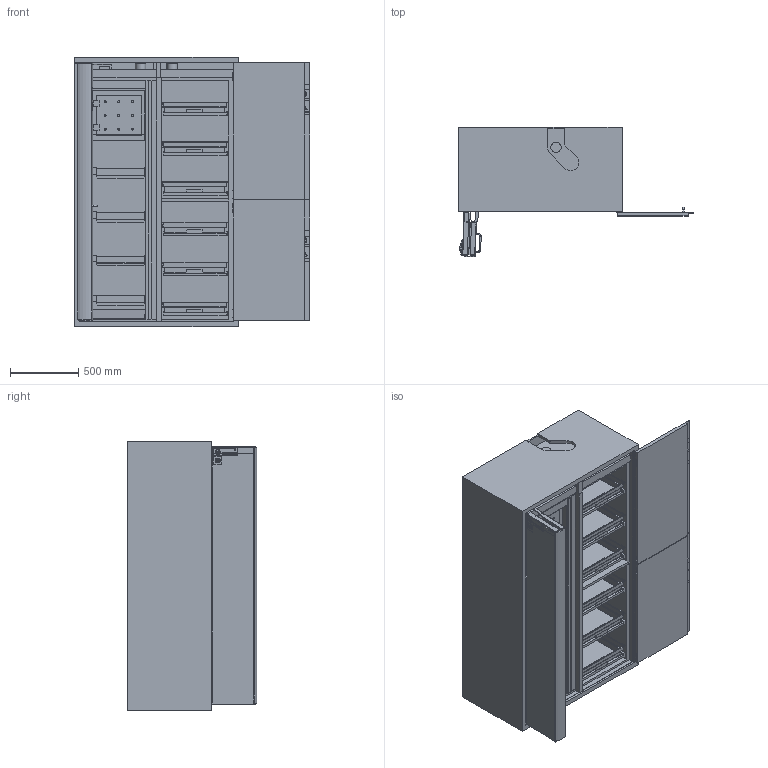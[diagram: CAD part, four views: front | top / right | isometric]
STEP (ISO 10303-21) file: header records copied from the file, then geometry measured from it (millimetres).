
FILE_DESCRIPTION(/* description */ (''),/* implementation_level */ '2;1');
FILE_NAME(/* name */ 'K90.196.120.MC.FWAC_30336-001-30756_OD.stp',/* time_stamp */ '2017-03-24T08:57:45+01:00',/* author */ ('pproduktmanagement'),/* organization */ (''),/* preprocessor_version */ 'ST-DEVELOPER v16.5',/* originating_system */ 'Autodesk Inventor 2017',/* authorisation */ '');
FILE_SCHEMA (('AUTOMOTIVE_DESIGN { 1 0 10303 214 3 1 1 }'));
Products named in the file (2): K90.196.120.MC.FWAC_30754_30756; K90.196.120.MC.FWAC_30336-001-30756_OD
Assembly tree (1 placements, depth 2):
  K90.196.120.MC.FWAC_30754_30756
    K90.196.120.MC.FWAC_30336-001-30756_OD
Bounding box: 1717.75 x 945.68 x 1968 mm (x, y, z)
Volume: 630874155 mm3; surface area: 34719567.3 mm2
Topology: 46 solids, 56 shells, 2245 faces, 5760 edges, 3735 vertices
Faces by surface type: plane 1561, bspline 390, cylinder 267, cone 21, torus 6
Full cylindrical faces by diameter (mm): 3.242 x1, 4 x1, 4.2 x1, 5 x6, 6 x4, 8.1 x2, 10 x6, 10.3 x3, 11.65 x2, 15 x127, 30 x20, 33.8 x1, 37.8 x1, 40 x3, 45 x9, 75 x2
Entity records: 71048 total; most frequent: CARTESIAN_POINT 17587, ORIENTED_EDGE 10940, DIRECTION 8951, EDGE_CURVE 5465, LINE 4135, VECTOR 4135, VERTEX_POINT 3652, EDGE_LOOP 2766
